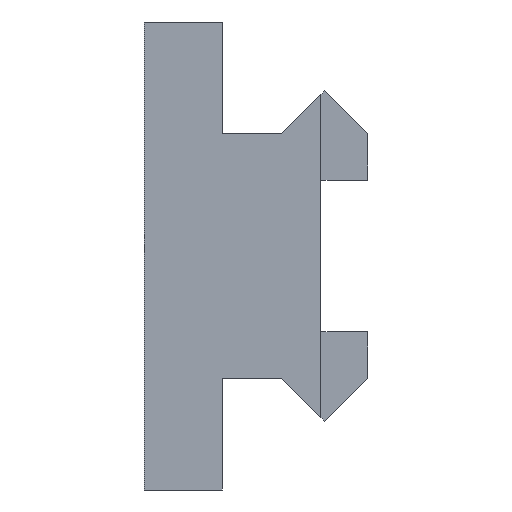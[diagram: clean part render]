
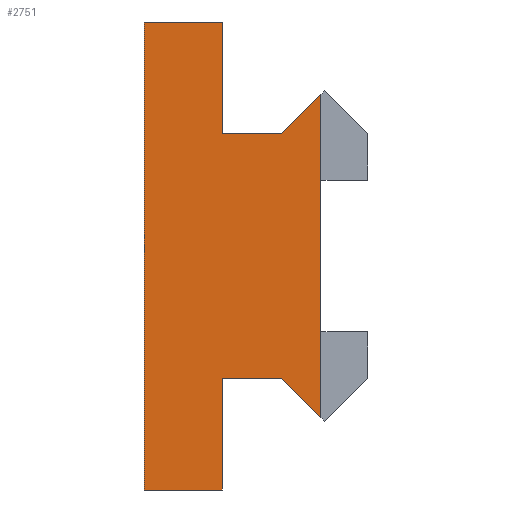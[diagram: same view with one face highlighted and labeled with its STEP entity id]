
A CAD part, front view. The second image highlights one B-rep face of the part: STEP entity #2751.
In plain terms, the highlighted planar face has unit normal (0, -1, 0).
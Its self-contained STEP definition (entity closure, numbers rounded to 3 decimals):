
#145=FACE_OUTER_BOUND('',#277,.T.);
#277=EDGE_LOOP('',(#2469,#2470,#2471,#2472,#2473,#2474,#2475,#2476,#2477,
#2478));
#377=LINE('',#3778,#767);
#621=LINE('',#4243,#1011);
#648=LINE('',#4277,#1038);
#651=LINE('',#4304,#1041);
#654=LINE('',#4310,#1044);
#657=LINE('',#4316,#1047);
#660=LINE('',#4322,#1050);
#663=LINE('',#4326,#1053);
#665=LINE('',#4331,#1055);
#668=LINE('',#4335,#1058);
#767=VECTOR('',#3049,10.);
#1011=VECTOR('',#3443,10.);
#1038=VECTOR('',#3478,10.);
#1041=VECTOR('',#3521,10.);
#1044=VECTOR('',#3526,10.);
#1047=VECTOR('',#3531,10.);
#1050=VECTOR('',#3536,10.);
#1053=VECTOR('',#3541,10.);
#1055=VECTOR('',#3545,10.);
#1058=VECTOR('',#3550,10.);
#1156=VERTEX_POINT('',#3775);
#1157=VERTEX_POINT('',#3777);
#1303=VERTEX_POINT('',#4242);
#1306=VERTEX_POINT('',#4275);
#1309=VERTEX_POINT('',#4301);
#1310=VERTEX_POINT('',#4303);
#1312=VERTEX_POINT('',#4309);
#1314=VERTEX_POINT('',#4315);
#1316=VERTEX_POINT('',#4321);
#1318=VERTEX_POINT('',#4330);
#1417=EDGE_CURVE('',#1157,#1156,#377,.T.);
#1661=EDGE_CURVE('',#1303,#1157,#621,.T.);
#1688=EDGE_CURVE('',#1156,#1306,#648,.T.);
#1691=EDGE_CURVE('',#1310,#1309,#651,.T.);
#1694=EDGE_CURVE('',#1312,#1310,#654,.T.);
#1697=EDGE_CURVE('',#1314,#1312,#657,.T.);
#1700=EDGE_CURVE('',#1316,#1314,#660,.T.);
#1703=EDGE_CURVE('',#1306,#1316,#663,.T.);
#1705=EDGE_CURVE('',#1318,#1303,#665,.T.);
#1708=EDGE_CURVE('',#1309,#1318,#668,.T.);
#2469=ORIENTED_EDGE('',*,*,#1417,.T.);
#2470=ORIENTED_EDGE('',*,*,#1688,.T.);
#2471=ORIENTED_EDGE('',*,*,#1703,.T.);
#2472=ORIENTED_EDGE('',*,*,#1700,.T.);
#2473=ORIENTED_EDGE('',*,*,#1697,.T.);
#2474=ORIENTED_EDGE('',*,*,#1694,.T.);
#2475=ORIENTED_EDGE('',*,*,#1691,.T.);
#2476=ORIENTED_EDGE('',*,*,#1708,.T.);
#2477=ORIENTED_EDGE('',*,*,#1705,.T.);
#2478=ORIENTED_EDGE('',*,*,#1661,.T.);
#2619=PLANE('',#2897);
#2751=ADVANCED_FACE('',(#145),#2619,.T.);
#2897=AXIS2_PLACEMENT_3D('',#4336,#3551,#3552);
#3049=DIRECTION('',(0.,0.,1.));
#3443=DIRECTION('',(0.707,0.,-0.707));
#3478=DIRECTION('',(-0.707,0.,-0.707));
#3521=DIRECTION('',(1.,0.,0.));
#3526=DIRECTION('',(0.,0.,-1.));
#3531=DIRECTION('',(-1.,0.,0.));
#3536=DIRECTION('',(0.,0.,1.));
#3541=DIRECTION('',(-1.,0.,0.));
#3545=DIRECTION('',(1.,0.,0.));
#3550=DIRECTION('',(0.,0.,1.));
#3551=DIRECTION('center_axis',(0.,-1.,0.));
#3552=DIRECTION('ref_axis',(0.,0.,-1.));
#3775=CARTESIAN_POINT('',(6.32,-125.,10.365));
#3777=CARTESIAN_POINT('',(6.32,-125.,-10.365));
#3778=CARTESIAN_POINT('',(6.32,-125.,-3.918));
#4242=CARTESIAN_POINT('',(3.79,-125.,-7.835));
#4243=CARTESIAN_POINT('',(3.79,-125.,-7.835));
#4275=CARTESIAN_POINT('',(3.79,-125.,7.835));
#4277=CARTESIAN_POINT('',(3.79,-125.,7.835));
#4301=CARTESIAN_POINT('',(0.,-125.,-15.));
#4303=CARTESIAN_POINT('',(-5.,-125.,-15.));
#4304=CARTESIAN_POINT('',(0.,-125.,-15.));
#4309=CARTESIAN_POINT('',(-5.,-125.,15.));
#4310=CARTESIAN_POINT('',(-5.,-125.,15.));
#4315=CARTESIAN_POINT('',(0.,-125.,15.));
#4316=CARTESIAN_POINT('',(0.,-125.,15.));
#4321=CARTESIAN_POINT('',(0.,-125.,7.835));
#4322=CARTESIAN_POINT('',(0.,-125.,15.));
#4326=CARTESIAN_POINT('',(0.,-125.,7.835));
#4330=CARTESIAN_POINT('',(0.,-125.,-7.835));
#4331=CARTESIAN_POINT('',(0.,-125.,-7.835));
#4335=CARTESIAN_POINT('',(0.,-125.,-15.));
#4336=CARTESIAN_POINT('Origin',(2.16,-125.,0.));
